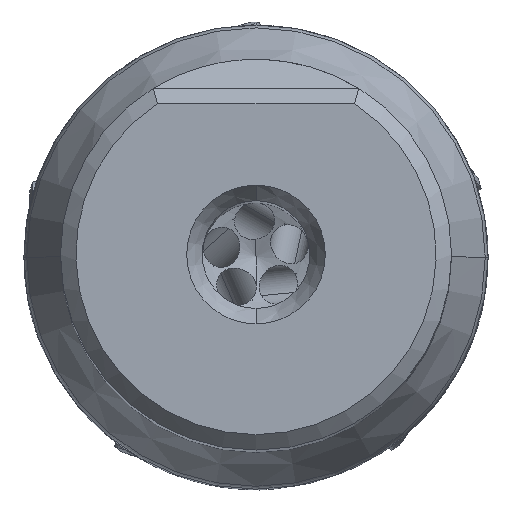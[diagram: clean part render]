
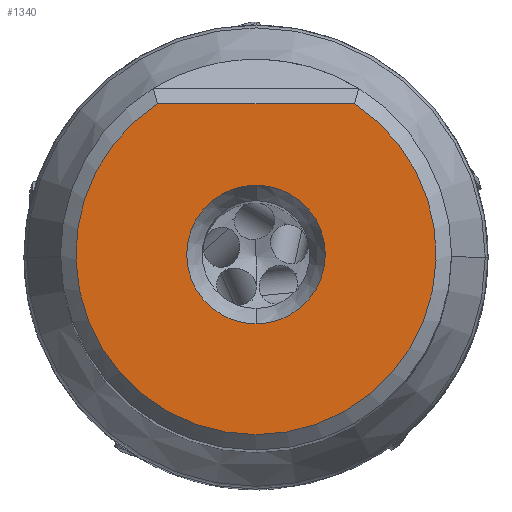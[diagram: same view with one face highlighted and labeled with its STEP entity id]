
A CAD part, top view. The second image highlights one B-rep face of the part: STEP entity #1340.
In plain terms, the highlighted planar face has unit normal (0, 0, 1).
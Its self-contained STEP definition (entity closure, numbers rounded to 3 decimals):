
#771=PLANE('',#10176);
#879=FACE_BOUND('',#2439,.T.);
#880=FACE_BOUND('',#2440,.T.);
#1340=ADVANCED_FACE('',(#879,#880),#771,.T.);
#2439=EDGE_LOOP('',(#4162,#4163));
#2440=EDGE_LOOP('',(#4164,#4165));
#2914=CIRCLE('',#10172,11.7);
#2915=CIRCLE('',#10174,4.5);
#2916=CIRCLE('',#10175,4.5);
#4162=ORIENTED_EDGE('',*,*,#7700,.T.);
#4163=ORIENTED_EDGE('',*,*,#7701,.T.);
#4164=ORIENTED_EDGE('',*,*,#7685,.T.);
#4165=ORIENTED_EDGE('',*,*,#7699,.T.);
#6527=VERTEX_POINT('',#16117);
#6529=VERTEX_POINT('',#16125);
#6536=VERTEX_POINT('',#16185);
#6537=VERTEX_POINT('',#16186);
#7685=EDGE_CURVE('',#6527,#6529,#8835,.T.);
#7699=EDGE_CURVE('',#6529,#6527,#2914,.T.);
#7700=EDGE_CURVE('',#6536,#6537,#2915,.T.);
#7701=EDGE_CURVE('',#6537,#6536,#2916,.T.);
#8835=LINE('',#16126,#9341);
#9341=VECTOR('',#11680,1.);
#10172=AXIS2_PLACEMENT_3D('',#16182,#11708,#11709);
#10174=AXIS2_PLACEMENT_3D('',#16184,#11712,#11713);
#10175=AXIS2_PLACEMENT_3D('',#16187,#11714,#11715);
#10176=AXIS2_PLACEMENT_3D('',#16188,#11716,#11717);
#11680=DIRECTION('',(-1.,0.,0.));
#11708=DIRECTION('',(0.,0.,1.));
#11709=DIRECTION('',(-0.546,0.838,0.));
#11712=DIRECTION('',(0.,0.,-1.));
#11713=DIRECTION('',(0.,1.,0.));
#11714=DIRECTION('',(0.,0.,-1.));
#11715=DIRECTION('',(0.,-1.,0.));
#11716=DIRECTION('',(0.,0.,1.));
#11717=DIRECTION('',(-1.,0.,0.));
#16117=CARTESIAN_POINT('',(6.391,9.8,43.656));
#16125=CARTESIAN_POINT('',(-6.391,9.8,43.656));
#16126=CARTESIAN_POINT('',(6.391,9.8,43.656));
#16182=CARTESIAN_POINT('',(0.,0.,43.656));
#16184=CARTESIAN_POINT('',(0.,0.,43.656));
#16185=CARTESIAN_POINT('',(0.,4.5,43.656));
#16186=CARTESIAN_POINT('',(0.,-4.5,43.656));
#16187=CARTESIAN_POINT('',(0.,0.,43.656));
#16188=CARTESIAN_POINT('',(0.,-1.05,43.656));
